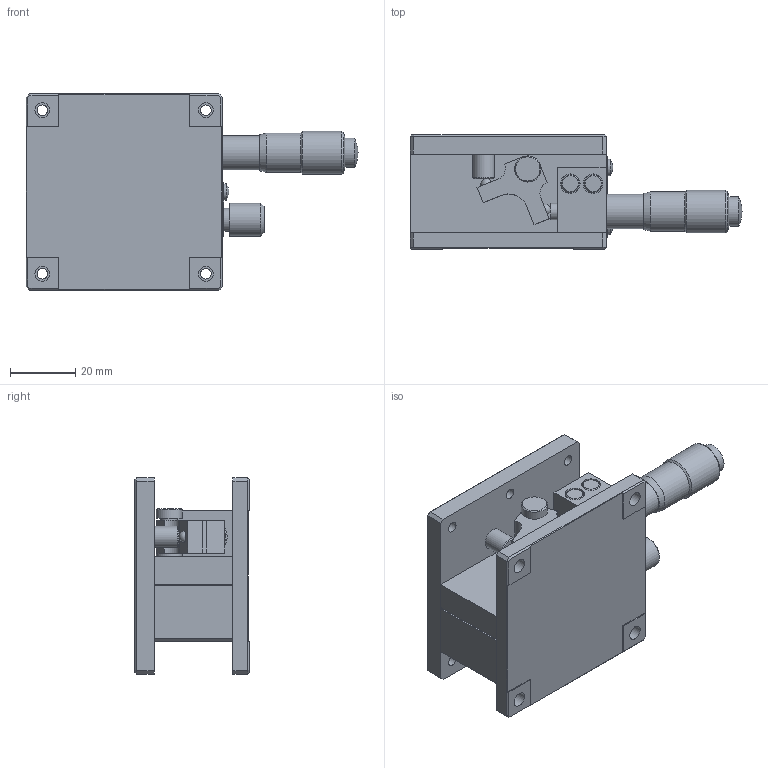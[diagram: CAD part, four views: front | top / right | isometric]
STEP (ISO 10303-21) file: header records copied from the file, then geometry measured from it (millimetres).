
FILE_DESCRIPTION( ( 'STEP AP203' ), '1' );
FILE_NAME( 'LZ60.stp', '2021-09-14T06:43:40', ( 'License CC BY-ND 4.0' ), ( 'CADENAS' ), ' ', 'PARTsolutions', ' ' );
FILE_SCHEMA( ( 'CONFIG_CONTROL_DESIGN' ) );
Length unit declared in the file: millimetre
Products named in the file (5): LZ60; _LZ60_XG; _LZ60_SG; _MT_WT_13_P_13; _LZ40_ZJ
Assembly tree (4 placements, depth 2):
  LZ60
    _LZ60_XG
    _LZ60_SG
    _MT_WT_13_P_13
    _LZ40_ZJ
Bounding box: 101.5 x 35 x 60 mm (x, y, z)
Volume: 82909.7 mm3; surface area: 33462.1 mm2
Topology: 4 solids, 4 shells, 212 faces, 541 edges, 354 vertices
Faces by surface type: plane 151, cylinder 46, cone 10, sphere 4, bspline 1
Full cylindrical faces by diameter (mm): 3 x1, 3.242 x9, 4.5 x4, 5 x6, 5.5 x2, 6 x2, 6.5 x1, 7 x1, 8 x2, 9 x1, 9.5 x2, 10 x1, 10.5 x2, 12.036 x1, 13.036 x1
Entity records: 6233 total; most frequent: CARTESIAN_POINT 1063, DIRECTION 1012, ORIENTED_EDGE 952, EDGE_CURVE 476, LINE 372, VECTOR 372, VERTEX_POINT 343, AXIS2_PLACEMENT_3D 320
